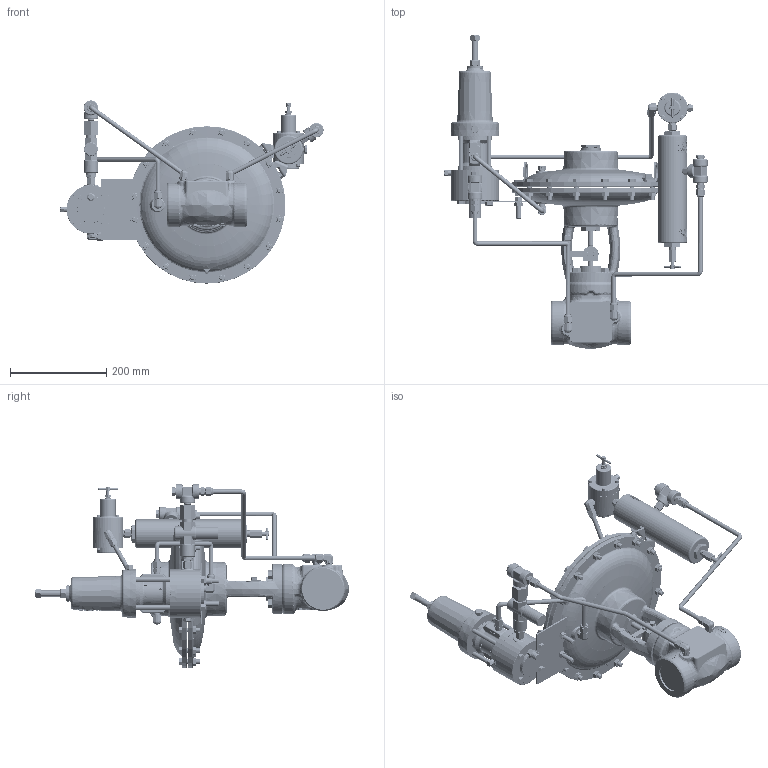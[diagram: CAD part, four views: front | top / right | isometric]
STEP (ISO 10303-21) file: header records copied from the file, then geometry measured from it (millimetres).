
FILE_DESCRIPTION (( 'STEP AP214' ), '1' );
FILE_NAME ('CV22400SMT150-HPPR.STEP', '2025-03-18T17:48:24', ( '' ), ( '' ), 'SwSTEP 2.0', 'SolidWorks 2024', '' );
FILE_SCHEMA (( 'AUTOMOTIVE_DESIGN' ));
Length unit declared in the file: inch
Products named in the file (1): CV22400SMT150-HPPR
Bounding box: 547.41 x 652.53 x 381.24 mm (x, y, z)
Volume: 7323304.7 mm3; surface area: 977459.5 mm2
Topology: 25 solids, 29 shells, 5694 faces, 14150 edges, 8780 vertices
Faces by surface type: plane 2002, bspline 1422, cone 992, cylinder 874, torus 333, sphere 71
Entity records: 286676 total; most frequent: CARTESIAN_POINT 165003, ORIENTED_EDGE 28154, DIRECTION 20883, EDGE_CURVE 14077, VERTEX_POINT 8778, AXIS2_PLACEMENT_3D 8101, EDGE_LOOP 6067, FACE_OUTER_BOUND 5694
